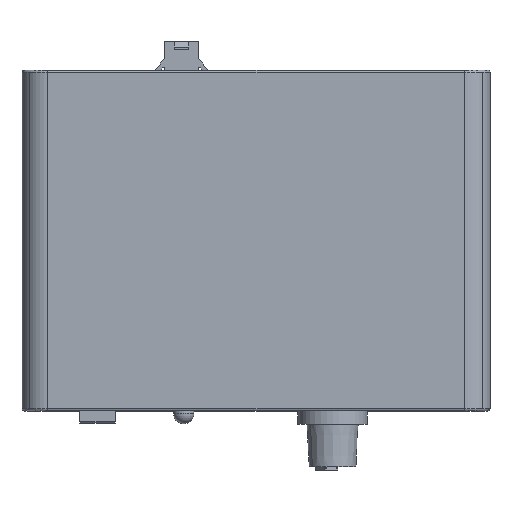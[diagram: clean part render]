
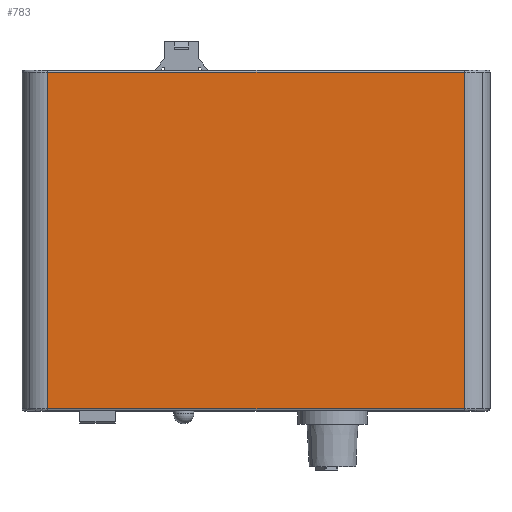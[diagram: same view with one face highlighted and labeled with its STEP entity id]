
A CAD part, top view. The second image highlights one B-rep face of the part: STEP entity #783.
In plain terms, the highlighted planar face has unit normal (0, 0, 1).
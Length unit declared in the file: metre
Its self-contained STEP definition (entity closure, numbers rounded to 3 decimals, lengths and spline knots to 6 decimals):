
#783=ADVANCED_FACE('0:7330',(#2231),#2232,.F.);
#2231=FACE_OUTER_BOUND('',#4610,.T.);
#2232=PLANE('',#4611);
#4610=EDGE_LOOP('',(#11171,#11172,#11173,#11174));
#4611=AXIS2_PLACEMENT_3D('',#11175,#11176,#11177);
#11171=ORIENTED_EDGE('',*,*,#12369,.F.);
#11172=ORIENTED_EDGE('',*,*,#12348,.F.);
#11173=ORIENTED_EDGE('',*,*,#12345,.F.);
#11174=ORIENTED_EDGE('',*,*,#12351,.F.);
#11175=CARTESIAN_POINT('',(0.,0.0,0.046003));
#11176=DIRECTION('',(0.,0.0,-1.0));
#11177=DIRECTION('',(0.0,-1.0,0.0));
#12345=EDGE_CURVE('0:8071',#15010,#15012,#15013,.T.);
#12348=EDGE_CURVE('0:8083',#15012,#15016,#15017,.T.);
#12351=EDGE_CURVE('0:8095',#15019,#15010,#15021,.T.);
#12369=EDGE_CURVE('0:8167',#15016,#15019,#15043,.T.);
#15010=VERTEX_POINT('',#18603);
#15012=VERTEX_POINT('',#18605);
#15013=LINE('',#18606,#18607);
#15016=VERTEX_POINT('',#18610);
#15017=LINE('',#18611,#18612);
#15019=VERTEX_POINT('',#18614);
#15021=LINE('',#18616,#18617);
#15043=LINE('',#18644,#18645);
#18603=CARTESIAN_POINT('',(0.049,-0.0395,0.046003));
#18605=CARTESIAN_POINT('',(-0.049,-0.0395,0.046003));
#18606=CARTESIAN_POINT('',(0.,-0.0395,0.046003));
#18607=VECTOR('',#22804,1.0);
#18610=CARTESIAN_POINT('',(-0.049,0.0395,0.046003));
#18611=CARTESIAN_POINT('',(-0.049,0.0,0.046003));
#18612=VECTOR('',#22811,1.0);
#18614=CARTESIAN_POINT('',(0.049,0.0395,0.046003));
#18616=CARTESIAN_POINT('',(0.049,0.0,0.046003));
#18617=VECTOR('',#22818,1.0);
#18644=CARTESIAN_POINT('',(0.,0.0395,0.046003));
#18645=VECTOR('',#22860,1.0);
#22804=DIRECTION('',(-1.0,0.0,0.));
#22811=DIRECTION('',(0.0,1.0,0.0));
#22818=DIRECTION('',(0.0,-1.0,0.0));
#22860=DIRECTION('',(1.0,0.0,0.));
